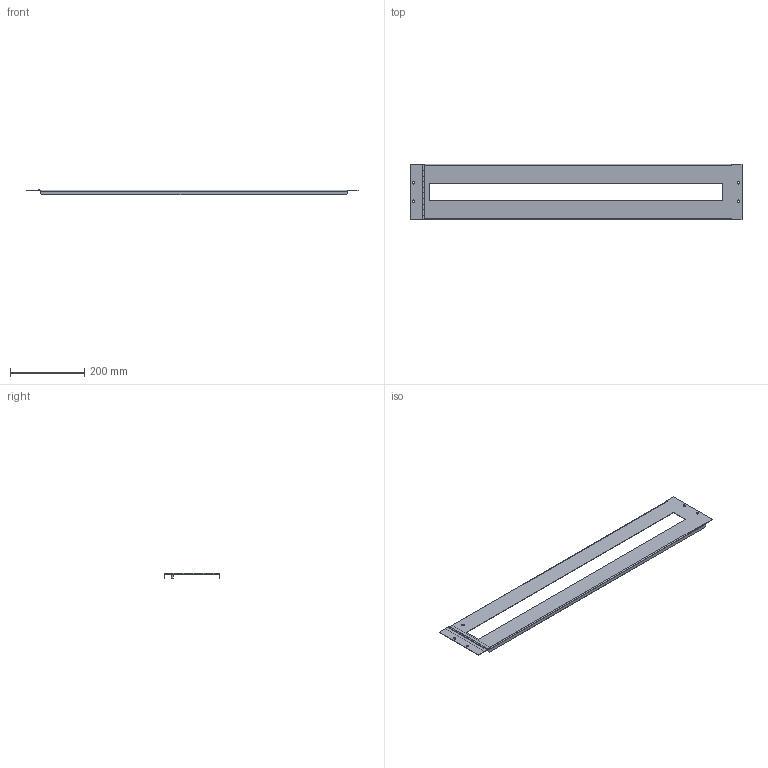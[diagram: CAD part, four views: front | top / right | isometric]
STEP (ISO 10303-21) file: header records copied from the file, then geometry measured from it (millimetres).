
FILE_DESCRIPTION(/* description */ (''),/* implementation_level */ '2;1');
FILE_NAME(/* name */ 'TMA15100.stp',/* time_stamp */ '2017-02-06T17:27:37+01:00',/* author */ (''),/* organization */ (''),/* preprocessor_version */ 'ST-DEVELOPER v15',/* originating_system */ 'SIEMENS PLM Software NX 9.0',/* authorisation */ '');
FILE_SCHEMA (('CONFIG_CONTROL_DESIGN'));
Length unit declared in the file: millimetre
Products named in the file (6): 91355_PERNO_M6x10; BIS_PIANO1_200; BIS_PIANO2_200; pieza comun bis; Tapa 300 bis modulos; TMA15100_stp
Assembly tree (5 placements, depth 2):
  TMA15100_stp
    Tapa 300 bis modulos
    pieza comun bis
    BIS_PIANO2_200
    BIS_PIANO1_200
    91355_PERNO_M6x10
Bounding box: 895 x 149.5 x 13.69 mm (x, y, z)
Volume: 138222.1 mm3; surface area: 239985.9 mm2
Topology: 5 solids, 5 shells, 114 faces, 306 edges, 203 vertices
Faces by surface type: plane 83, cylinder 30, cone 1
Full cylindrical faces by diameter (mm): 6 x1, 6.5 x1, 7 x4
Entity records: 4208 total; most frequent: CARTESIAN_POINT 629, ORIENTED_EDGE 612, DIRECTION 609, EDGE_CURVE 306, LINE 243, VECTOR 243, VERTEX_POINT 203, AXIS2_PLACEMENT_3D 183
